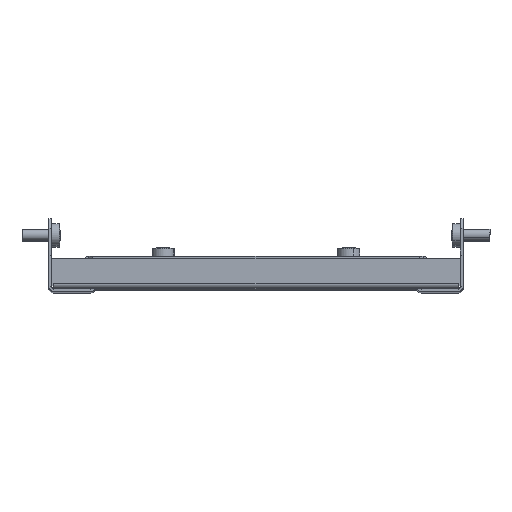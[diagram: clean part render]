
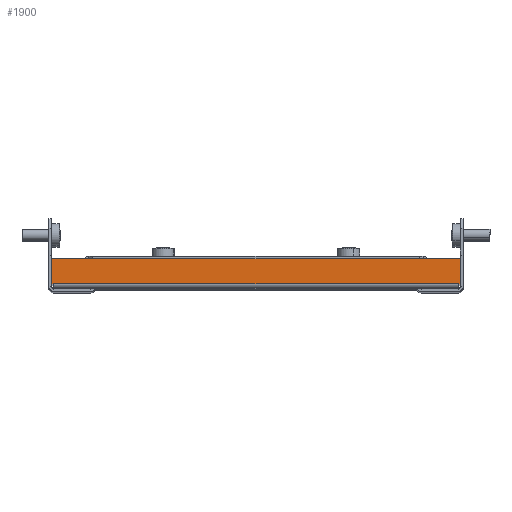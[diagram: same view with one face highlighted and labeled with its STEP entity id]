
A CAD part, top view. The second image highlights one B-rep face of the part: STEP entity #1900.
In plain terms, the highlighted face is planar.
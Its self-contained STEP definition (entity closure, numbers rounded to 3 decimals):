
#24 = LINE ( 'NONE', #3099, #2778 ) ;
#139 = CARTESIAN_POINT ( 'NONE',  ( 0., 0., -110. ) ) ;
#217 = EDGE_CURVE ( 'NONE', #4585, #523, #458, .T. ) ;
#392 = CARTESIAN_POINT ( 'NONE',  ( 0., 2.5, -110. ) ) ;
#458 = LINE ( 'NONE', #866, #2762 ) ;
#461 = ORIENTED_EDGE ( 'NONE', *, *, #3271, .T. ) ;
#523 = VERTEX_POINT ( 'NONE', #4153 ) ;
#832 = CARTESIAN_POINT ( 'NONE',  ( 0., 2.5, 109. ) ) ;
#866 = CARTESIAN_POINT ( 'NONE',  ( 0., 2.5, -110. ) ) ;
#877 = EDGE_LOOP ( 'NONE', ( #2800, #1145, #461, #1076, #4873, #4850 ) ) ;
#902 = DIRECTION ( 'NONE',  ( 0., -1., 0. ) ) ;
#939 = DIRECTION ( 'NONE',  ( 0., 1., 0. ) ) ;
#943 = VECTOR ( 'NONE', #3886, 1000. ) ;
#1036 = CARTESIAN_POINT ( 'NONE',  ( 0., 2.5, -109. ) ) ;
#1076 = ORIENTED_EDGE ( 'NONE', *, *, #3580, .T. ) ;
#1145 = ORIENTED_EDGE ( 'NONE', *, *, #4299, .T. ) ;
#1510 = DIRECTION ( 'NONE',  ( 0., 1., 0. ) ) ;
#1565 = VERTEX_POINT ( 'NONE', #4645 ) ;
#1573 = EDGE_CURVE ( 'NONE', #2230, #4240, #24, .T. ) ;
#1586 = CARTESIAN_POINT ( 'NONE',  ( 0., 0., 110. ) ) ;
#1642 = VECTOR ( 'NONE', #902, 1000. ) ;
#1777 = DIRECTION ( 'NONE',  ( 0., 0., -1. ) ) ;
#1900 = ADVANCED_FACE ( 'NONE', ( #4589 ), #4217, .F. ) ;
#2212 = AXIS2_PLACEMENT_3D ( 'NONE', #3891, #3606, #939 ) ;
#2230 = VERTEX_POINT ( 'NONE', #3014 ) ;
#2340 = DIRECTION ( 'NONE',  ( 0., 0., -1. ) ) ;
#2397 = DIRECTION ( 'NONE',  ( 0., 0., -1. ) ) ;
#2622 = VECTOR ( 'NONE', #1510, 1000. ) ;
#2762 = VECTOR ( 'NONE', #2397, 1000. ) ;
#2778 = VECTOR ( 'NONE', #2340, 1000. ) ;
#2800 = ORIENTED_EDGE ( 'NONE', *, *, #1573, .F. ) ;
#3014 = CARTESIAN_POINT ( 'NONE',  ( 0., 2.5, 110. ) ) ;
#3099 = CARTESIAN_POINT ( 'NONE',  ( 0., 2.5, -110. ) ) ;
#3178 = VERTEX_POINT ( 'NONE', #3212 ) ;
#3212 = CARTESIAN_POINT ( 'NONE',  ( 0., 16., -110. ) ) ;
#3271 = EDGE_CURVE ( 'NONE', #1565, #3178, #3652, .T. ) ;
#3457 = LINE ( 'NONE', #1586, #2622 ) ;
#3580 = EDGE_CURVE ( 'NONE', #3178, #523, #3876, .T. ) ;
#3606 = DIRECTION ( 'NONE',  ( 1., 0., 0. ) ) ;
#3652 = LINE ( 'NONE', #4008, #4355 ) ;
#3876 = LINE ( 'NONE', #139, #1642 ) ;
#3886 = DIRECTION ( 'NONE',  ( 0., 0., -1. ) ) ;
#3891 = CARTESIAN_POINT ( 'NONE',  ( 0., 0., 0. ) ) ;
#4008 = CARTESIAN_POINT ( 'NONE',  ( 0., 16., 0. ) ) ;
#4153 = CARTESIAN_POINT ( 'NONE',  ( 0., 2.5, -110. ) ) ;
#4217 = PLANE ( 'NONE',  #2212 ) ;
#4240 = VERTEX_POINT ( 'NONE', #832 ) ;
#4264 = EDGE_CURVE ( 'NONE', #4240, #4585, #4584, .T. ) ;
#4299 = EDGE_CURVE ( 'NONE', #2230, #1565, #3457, .T. ) ;
#4355 = VECTOR ( 'NONE', #1777, 1000. ) ;
#4584 = LINE ( 'NONE', #392, #943 ) ;
#4585 = VERTEX_POINT ( 'NONE', #1036 ) ;
#4589 = FACE_OUTER_BOUND ( 'NONE', #877, .T. ) ;
#4645 = CARTESIAN_POINT ( 'NONE',  ( 0., 16., 110. ) ) ;
#4850 = ORIENTED_EDGE ( 'NONE', *, *, #4264, .F. ) ;
#4873 = ORIENTED_EDGE ( 'NONE', *, *, #217, .F. ) ;
